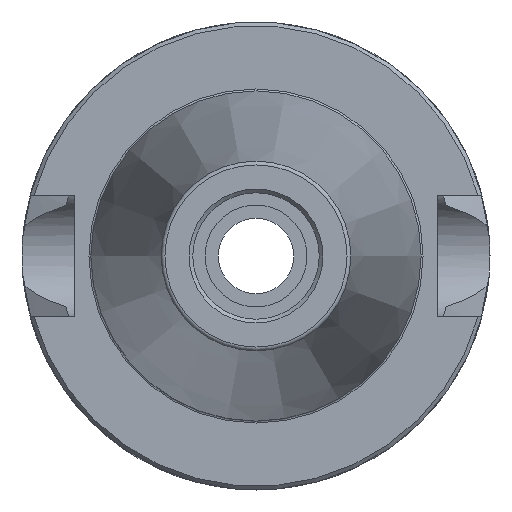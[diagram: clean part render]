
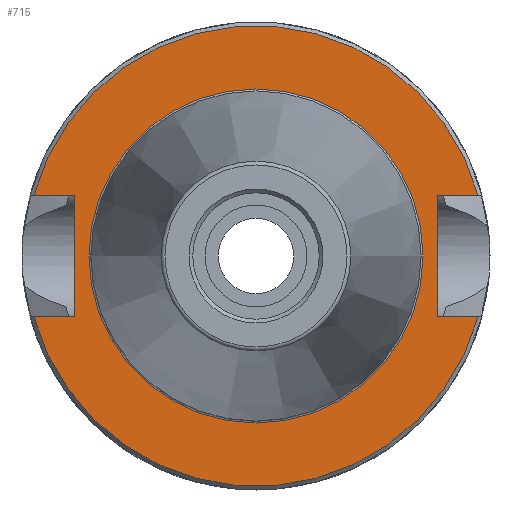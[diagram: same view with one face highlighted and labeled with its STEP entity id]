
A CAD part, left-side view. The second image highlights one B-rep face of the part: STEP entity #715.
In plain terms, the highlighted planar face has unit normal (-1, 0, 0).
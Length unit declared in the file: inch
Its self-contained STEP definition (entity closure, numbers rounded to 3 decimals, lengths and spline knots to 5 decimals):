
#69=LINE('',#1160,#109);
#75=LINE('',#1173,#115);
#77=LINE('',#1185,#117);
#79=LINE('',#1232,#119);
#85=LINE('',#1245,#125);
#88=LINE('',#1259,#128);
#109=VECTOR('',#919,39.37008);
#115=VECTOR('',#927,39.37008);
#117=VECTOR('',#931,39.37008);
#119=VECTOR('',#939,39.37008);
#125=VECTOR('',#947,39.37008);
#128=VECTOR('',#952,39.37008);
#155=FACE_BOUND('',#241,.T.);
#191=FACE_OUTER_BOUND('',#240,.T.);
#240=EDGE_LOOP('',(#623,#624,#625,#626,#627,#628,#629,#630));
#241=EDGE_LOOP('',(#631));
#271=CIRCLE('',#785,0.885);
#284=CIRCLE('',#807,1.22);
#287=CIRCLE('',#811,1.22);
#320=VERTEX_POINT('',#1154);
#321=VERTEX_POINT('',#1159);
#326=VERTEX_POINT('',#1170);
#327=VERTEX_POINT('',#1172);
#335=VERTEX_POINT('',#1226);
#336=VERTEX_POINT('',#1231);
#341=VERTEX_POINT('',#1242);
#342=VERTEX_POINT('',#1244);
#348=VERTEX_POINT('',#1293);
#398=EDGE_CURVE('',#320,#321,#69,.T.);
#404=EDGE_CURVE('',#326,#327,#75,.T.);
#408=EDGE_CURVE('',#321,#326,#77,.T.);
#417=EDGE_CURVE('',#336,#335,#79,.T.);
#423=EDGE_CURVE('',#342,#341,#85,.T.);
#428=EDGE_CURVE('',#336,#341,#88,.T.);
#434=EDGE_CURVE('',#348,#348,#271,.T.);
#452=EDGE_CURVE('',#320,#342,#284,.T.);
#455=EDGE_CURVE('',#335,#327,#287,.T.);
#623=ORIENTED_EDGE('',*,*,#404,.F.);
#624=ORIENTED_EDGE('',*,*,#408,.F.);
#625=ORIENTED_EDGE('',*,*,#398,.F.);
#626=ORIENTED_EDGE('',*,*,#452,.T.);
#627=ORIENTED_EDGE('',*,*,#423,.T.);
#628=ORIENTED_EDGE('',*,*,#428,.F.);
#629=ORIENTED_EDGE('',*,*,#417,.T.);
#630=ORIENTED_EDGE('',*,*,#455,.T.);
#631=ORIENTED_EDGE('',*,*,#434,.T.);
#679=PLANE('',#812);
#715=ADVANCED_FACE('',(#191,#155),#679,.F.);
#785=AXIS2_PLACEMENT_3D('',#1294,#959,#960);
#807=AXIS2_PLACEMENT_3D('',#1331,#1008,#1009);
#811=AXIS2_PLACEMENT_3D('',#1335,#1016,#1017);
#812=AXIS2_PLACEMENT_3D('',#1336,#1018,#1019);
#919=DIRECTION('',(0.,-1.,0.));
#927=DIRECTION('',(0.,1.,0.));
#931=DIRECTION('',(0.,0.,1.));
#939=DIRECTION('',(0.,-1.,0.));
#947=DIRECTION('',(0.,1.,0.));
#952=DIRECTION('',(0.,0.,-1.));
#959=DIRECTION('center_axis',(1.,0.,0.));
#960=DIRECTION('ref_axis',(0.,1.,0.));
#1008=DIRECTION('center_axis',(-1.,0.,0.));
#1009=DIRECTION('ref_axis',(0.,1.,0.));
#1016=DIRECTION('center_axis',(-1.,0.,0.));
#1017=DIRECTION('ref_axis',(0.,1.,0.));
#1018=DIRECTION('center_axis',(1.,0.,0.));
#1019=DIRECTION('ref_axis',(0.,1.,0.));
#1154=CARTESIAN_POINT('',(0.04,1.1766,-0.3225));
#1159=CARTESIAN_POINT('',(0.04,0.96,-0.3225));
#1160=CARTESIAN_POINT('',(0.04,0.875,-0.3225));
#1170=CARTESIAN_POINT('',(0.04,0.96,0.3225));
#1172=CARTESIAN_POINT('',(0.04,1.1766,0.3225));
#1173=CARTESIAN_POINT('',(0.04,0.875,0.3225));
#1185=CARTESIAN_POINT('',(0.04,0.96,0.));
#1226=CARTESIAN_POINT('',(0.04,-1.1766,0.3225));
#1231=CARTESIAN_POINT('',(0.04,-0.96,0.3225));
#1232=CARTESIAN_POINT('',(0.04,0.875,0.3225));
#1242=CARTESIAN_POINT('',(0.04,-0.96,-0.3225));
#1244=CARTESIAN_POINT('',(0.04,-1.1766,-0.3225));
#1245=CARTESIAN_POINT('',(0.04,0.875,-0.3225));
#1259=CARTESIAN_POINT('',(0.04,-0.96,0.));
#1293=CARTESIAN_POINT('',(0.04,-0.885,0.));
#1294=CARTESIAN_POINT('Origin',(0.04,0.,0.));
#1331=CARTESIAN_POINT('Origin',(0.04,0.,0.));
#1335=CARTESIAN_POINT('Origin',(0.04,0.,0.));
#1336=CARTESIAN_POINT('Origin',(0.04,0.875,0.));
